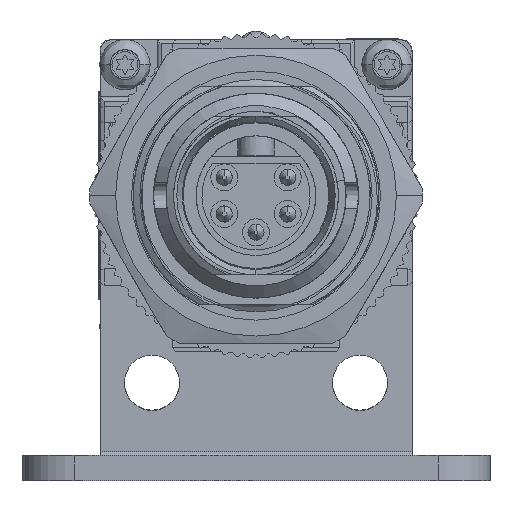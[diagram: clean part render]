
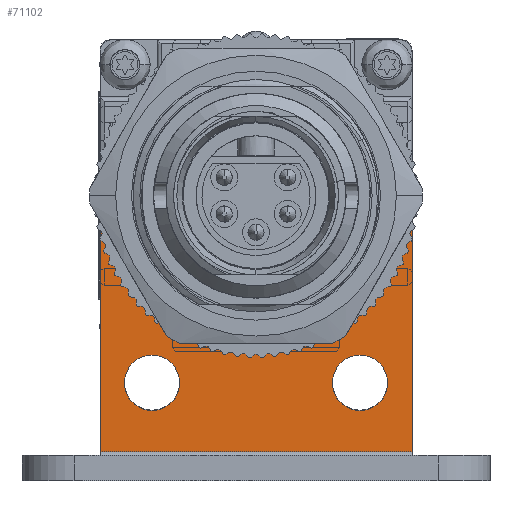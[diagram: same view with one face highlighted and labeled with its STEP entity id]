
A CAD part, front view. The second image highlights one B-rep face of the part: STEP entity #71102.
In plain terms, the highlighted face is planar.
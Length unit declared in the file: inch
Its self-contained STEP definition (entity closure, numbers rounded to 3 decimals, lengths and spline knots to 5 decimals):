
#70518=DIRECTION('',(1.,0.,0.));
#70519=VECTOR('',#70518,1.5);
#70520=CARTESIAN_POINT('',(-0.75,0.14,0.12));
#70521=LINE('',#70520,#70519);
#70527=DIRECTION('',(0.,-1.,0.));
#70528=VECTOR('',#70527,1.23);
#70529=CARTESIAN_POINT('',(-0.75,1.37,0.12));
#70530=LINE('',#70529,#70528);
#70531=DIRECTION('',(0.,-1.,0.));
#70532=VECTOR('',#70531,1.23);
#70533=CARTESIAN_POINT('',(0.75,1.37,0.12));
#70534=LINE('',#70533,#70532);
#70535=CARTESIAN_POINT('',(0.,1.37,0.12));
#70536=DIRECTION('',(0.,0.,1.));
#70537=DIRECTION('',(1.,0.,0.));
#70538=AXIS2_PLACEMENT_3D('',#70535,#70536,#70537);
#70540=CARTESIAN_POINT('',(0.,1.37,0.12));
#70541=DIRECTION('',(0.,0.,1.));
#70542=DIRECTION('',(-1.,0.,0.));
#70543=AXIS2_PLACEMENT_3D('',#70540,#70541,#70542);
#70545=CARTESIAN_POINT('',(-0.5,0.47,0.12));
#70546=DIRECTION('',(0.,0.,1.));
#70547=DIRECTION('',(1.,0.,0.));
#70548=AXIS2_PLACEMENT_3D('',#70545,#70546,#70547);
#70550=CARTESIAN_POINT('',(-0.5,0.47,0.12));
#70551=DIRECTION('',(0.,0.,1.));
#70552=DIRECTION('',(-1.,0.,0.));
#70553=AXIS2_PLACEMENT_3D('',#70550,#70551,#70552);
#70555=CARTESIAN_POINT('',(0.5,0.47,0.12));
#70556=DIRECTION('',(0.,0.,1.));
#70557=DIRECTION('',(1.,0.,0.));
#70558=AXIS2_PLACEMENT_3D('',#70555,#70556,#70557);
#70560=CARTESIAN_POINT('',(0.5,0.47,0.12));
#70561=DIRECTION('',(0.,0.,1.));
#70562=DIRECTION('',(-1.,0.,0.));
#70563=AXIS2_PLACEMENT_3D('',#70560,#70561,#70562);
#70574=CARTESIAN_POINT('',(0.,1.37,0.12));
#70575=DIRECTION('',(0.,0.,1.));
#70576=DIRECTION('',(1.,0.,0.));
#70577=AXIS2_PLACEMENT_3D('',#70574,#70575,#70576);
#70714=CARTESIAN_POINT('',(0.75,1.37,0.12));
#70716=VERTEX_POINT('',#70714);
#70718=CARTESIAN_POINT('',(-0.75,1.37,0.12));
#70720=VERTEX_POINT('',#70718);
#70725=CARTESIAN_POINT('',(0.6,1.37,0.12));
#70726=CARTESIAN_POINT('',(-0.6,1.37,0.12));
#70727=VERTEX_POINT('',#70725);
#70728=VERTEX_POINT('',#70726);
#70769=CARTESIAN_POINT('',(-0.367,0.47,0.12));
#70770=CARTESIAN_POINT('',(-0.633,0.47,0.12));
#70771=VERTEX_POINT('',#70769);
#70772=VERTEX_POINT('',#70770);
#70773=CARTESIAN_POINT('',(0.633,0.47,0.12));
#70774=CARTESIAN_POINT('',(0.367,0.47,0.12));
#70775=VERTEX_POINT('',#70773);
#70776=VERTEX_POINT('',#70774);
#70817=CARTESIAN_POINT('',(-0.75,0.14,0.12));
#70818=CARTESIAN_POINT('',(0.75,0.14,0.12));
#70819=VERTEX_POINT('',#70817);
#70820=VERTEX_POINT('',#70818);
#71072=CARTESIAN_POINT('',(-1.125,2.12,0.12));
#71073=DIRECTION('',(0.,0.,1.));
#71074=DIRECTION('',(0.,-1.,0.));
#71075=AXIS2_PLACEMENT_3D('',#71072,#71073,#71074);
#71076=PLANE('',#71075);
#71077=ORIENTED_EDGE('',*,*,#70938,.F.);
#71079=ORIENTED_EDGE('',*,*,#71078,.F.);
#71080=ORIENTED_EDGE('',*,*,#71005,.T.);
#71081=ORIENTED_EDGE('',*,*,#71066,.F.);
#71082=EDGE_LOOP('',(#71077,#71079,#71080,#71081));
#71083=FACE_OUTER_BOUND('',#71082,.F.);
#71085=ORIENTED_EDGE('',*,*,#71084,.T.);
#71087=ORIENTED_EDGE('',*,*,#71086,.T.);
#71088=EDGE_LOOP('',(#71085,#71087));
#71089=FACE_BOUND('',#71088,.F.);
#71091=ORIENTED_EDGE('',*,*,#71090,.T.);
#71093=ORIENTED_EDGE('',*,*,#71092,.T.);
#71094=EDGE_LOOP('',(#71091,#71093));
#71095=FACE_BOUND('',#71094,.F.);
#71097=ORIENTED_EDGE('',*,*,#71096,.T.);
#71099=ORIENTED_EDGE('',*,*,#71098,.T.);
#71100=EDGE_LOOP('',(#71097,#71099));
#71101=FACE_BOUND('',#71100,.F.);
#71102=ADVANCED_FACE('',(#71083,#71089,#71095,#71101),#71076,.T.);
#70539=CIRCLE('',#70538,0.6);
#70544=CIRCLE('',#70543,0.6);
#70549=CIRCLE('',#70548,0.133);
#70554=CIRCLE('',#70553,0.133);
#70559=CIRCLE('',#70558,0.133);
#70564=CIRCLE('',#70563,0.133);
#70578=CIRCLE('',#70577,0.75);
#70938=EDGE_CURVE('',#70720,#70819,#70530,.T.);
#71005=EDGE_CURVE('',#70716,#70820,#70534,.T.);
#71066=EDGE_CURVE('',#70819,#70820,#70521,.T.);
#71078=EDGE_CURVE('',#70716,#70720,#70578,.T.);
#71084=EDGE_CURVE('',#70727,#70728,#70539,.T.);
#71086=EDGE_CURVE('',#70728,#70727,#70544,.T.);
#71090=EDGE_CURVE('',#70771,#70772,#70549,.T.);
#71092=EDGE_CURVE('',#70772,#70771,#70554,.T.);
#71096=EDGE_CURVE('',#70775,#70776,#70559,.T.);
#71098=EDGE_CURVE('',#70776,#70775,#70564,.T.);
